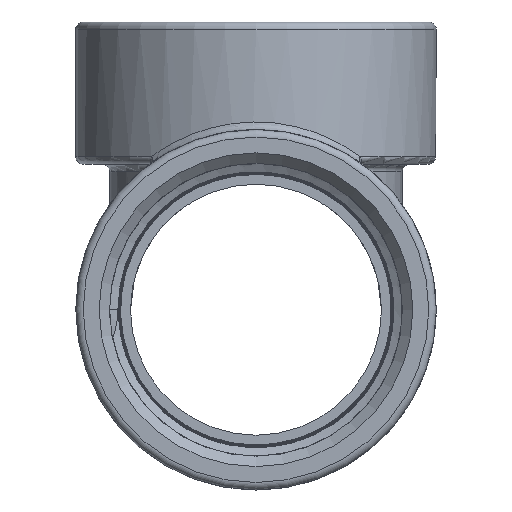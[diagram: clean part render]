
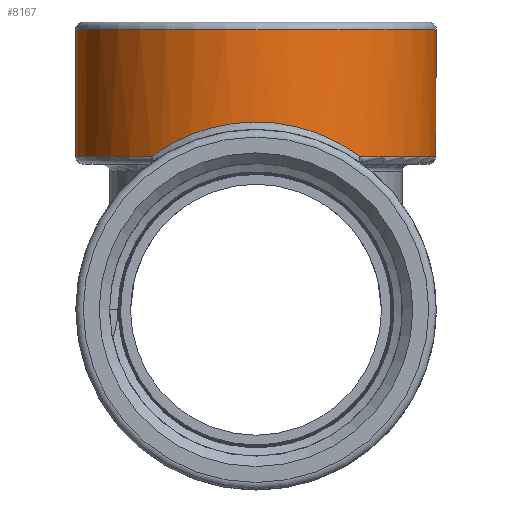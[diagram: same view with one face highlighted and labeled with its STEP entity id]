
A CAD part, left-side view. The second image highlights one B-rep face of the part: STEP entity #8167.
In plain terms, the highlighted cylindrical face has radius 54.737 mm (diameter 109.474 mm), a full revolution.
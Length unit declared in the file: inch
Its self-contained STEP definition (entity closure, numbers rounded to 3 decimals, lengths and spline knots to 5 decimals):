
#31=FACE_BOUND($,#1630,.T.);
#169=ELLIPSE($,#8744,3.11192,2.155);
#170=ELLIPSE($,#8746,3.11192,2.155);
#1147=FACE_OUTER_BOUND($,#1629,.T.);
#1629=EDGE_LOOP($,(#5979,#5980,#5981,#5982));
#1630=EDGE_LOOP($,(#5983));
#3160=CIRCLE($,#8741,2.155);
#3161=CIRCLE($,#8743,2.155);
#3162=CIRCLE($,#8745,2.155);
#3577=VERTEX_POINT($,#13609);
#3578=VERTEX_POINT($,#13612);
#3579=VERTEX_POINT($,#13613);
#3580=VERTEX_POINT($,#13615);
#3581=VERTEX_POINT($,#13617);
#4513=EDGE_CURVE($,#3577,#3577,#3160,.T.);
#4514=EDGE_CURVE($,#3578,#3579,#3161,.T.);
#4515=EDGE_CURVE($,#3580,#3578,#169,.T.);
#4516=EDGE_CURVE($,#3581,#3580,#3162,.T.);
#4517=EDGE_CURVE($,#3579,#3581,#170,.T.);
#5979=ORIENTED_EDGE($,*,*,#4514,.F.);
#5980=ORIENTED_EDGE($,*,*,#4515,.F.);
#5981=ORIENTED_EDGE($,*,*,#4516,.F.);
#5982=ORIENTED_EDGE($,*,*,#4517,.F.);
#5983=ORIENTED_EDGE($,*,*,#4513,.F.);
#8028=CYLINDRICAL_SURFACE($,#8742,2.155);
#8167=ADVANCED_FACE($,(#1147,#31),#8028,.T.);
#8741=AXIS2_PLACEMENT_3D($,#13610,#9584,#9585);
#8742=AXIS2_PLACEMENT_3D($,#13611,#9586,#9587);
#8743=AXIS2_PLACEMENT_3D($,#13614,#9588,#9589);
#8744=AXIS2_PLACEMENT_3D($,#13616,#9590,#9591);
#8745=AXIS2_PLACEMENT_3D($,#13618,#9592,#9593);
#8746=AXIS2_PLACEMENT_3D($,#13619,#9594,#9595);
#9584=DIRECTION('center_axis',(0.,0.,1.));
#9585=DIRECTION('ref_axis',(0.,-1.,0.));
#9586=DIRECTION('center_axis',(0.,0.,-1.));
#9587=DIRECTION('ref_axis',(0.,1.,0.));
#9588=DIRECTION('center_axis',(0.,0.,-1.));
#9589=DIRECTION('ref_axis',(0.,-1.,0.));
#9590=DIRECTION('center_axis',(0.721,0.,
-0.692));
#9591=DIRECTION('ref_axis',(0.692,0.,0.721));
#9592=DIRECTION('center_axis',(0.,0.,-1.));
#9593=DIRECTION('ref_axis',(0.,1.,0.));
#9594=DIRECTION('center_axis',(-0.721,0.,-0.692));
#9595=DIRECTION('ref_axis',(-0.692,0.,0.721));
#13609=CARTESIAN_POINT('',(0.,2.155,3.35));
#13610=CARTESIAN_POINT('Origin',(0.,0.,3.35));
#13611=CARTESIAN_POINT('Origin',(0.,0.,2.59));
#13612=CARTESIAN_POINT('',(1.75664,-1.2483,1.83));
#13613=CARTESIAN_POINT('',(-1.75664,-1.2483,1.83));
#13614=CARTESIAN_POINT('Origin',(0.,0.,1.83));
#13615=CARTESIAN_POINT('',(1.75664,1.2483,1.83));
#13616=CARTESIAN_POINT('Origin',(0.,0.,0.));
#13617=CARTESIAN_POINT('',(-1.75664,1.2483,1.83));
#13618=CARTESIAN_POINT('Origin',(0.,0.,1.83));
#13619=CARTESIAN_POINT('Origin',(0.,0.,0.));
